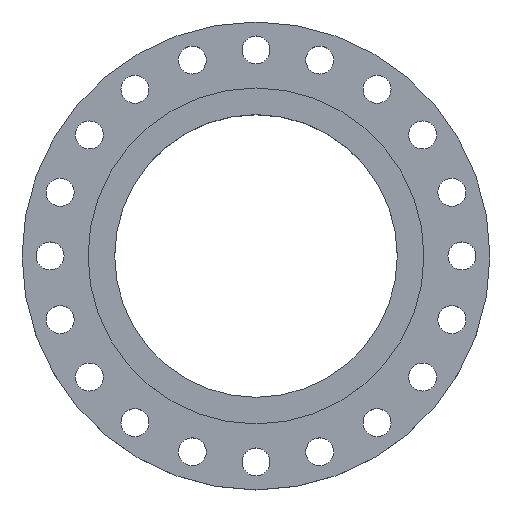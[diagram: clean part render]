
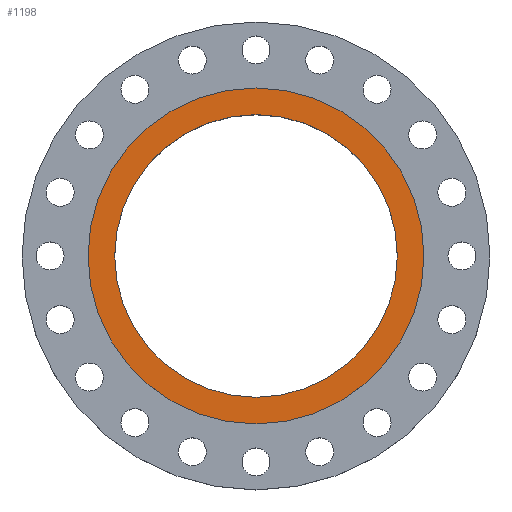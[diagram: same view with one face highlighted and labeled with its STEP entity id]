
A CAD part, top view. The second image highlights one B-rep face of the part: STEP entity #1198.
In plain terms, the highlighted planar face has unit normal (0, 0, 1).
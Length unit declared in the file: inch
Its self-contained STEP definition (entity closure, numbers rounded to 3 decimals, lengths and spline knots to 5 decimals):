
#158 = DIRECTION ( 'NONE',  ( 0., 0., 1. ) ) ;
#208 = CARTESIAN_POINT ( 'NONE',  ( 0., 8.835, 0. ) ) ;
#209 = CIRCLE ( 'NONE', #1784, 10.5 ) ;
#282 = CARTESIAN_POINT ( 'NONE',  ( 0., 0., 0. ) ) ;
#306 = DIRECTION ( 'NONE',  ( 1., 0., 0. ) ) ;
#326 = EDGE_LOOP ( 'NONE', ( #843, #1316 ) ) ;
#330 = DIRECTION ( 'NONE',  ( 1., 0., 0. ) ) ;
#365 = FACE_BOUND ( 'NONE', #432, .T. ) ;
#409 = AXIS2_PLACEMENT_3D ( 'NONE', #208, #1287, #649 ) ;
#418 = DIRECTION ( 'NONE',  ( 1., 0., 0. ) ) ;
#432 = EDGE_LOOP ( 'NONE', ( #1317, #1678 ) ) ;
#482 = CARTESIAN_POINT ( 'NONE',  ( -8.835, 0., 0. ) ) ;
#524 = EDGE_CURVE ( 'NONE', #1310, #1456, #672, .T. ) ;
#640 = CIRCLE ( 'NONE', #1707, 8.835 ) ;
#649 = DIRECTION ( 'NONE',  ( -1., 0., 0. ) ) ;
#672 = CIRCLE ( 'NONE', #1256, 10.5 ) ;
#705 = CARTESIAN_POINT ( 'NONE',  ( 10.5, 0., 0. ) ) ;
#843 = ORIENTED_EDGE ( 'NONE', *, *, #524, .T. ) ;
#887 = CARTESIAN_POINT ( 'NONE',  ( 0., 0., 0. ) ) ;
#924 = CARTESIAN_POINT ( 'NONE',  ( -10.5, 0., 0. ) ) ;
#1150 = PLANE ( 'NONE',  #409 ) ;
#1151 = EDGE_CURVE ( 'NONE', #1523, #1819, #640, .T. ) ;
#1198 = ADVANCED_FACE ( 'NONE', ( #365, #1426 ), #1150, .F. ) ;
#1256 = AXIS2_PLACEMENT_3D ( 'NONE', #887, #1856, #1690 ) ;
#1271 = CARTESIAN_POINT ( 'NONE',  ( 0., 0., 0. ) ) ;
#1287 = DIRECTION ( 'NONE',  ( 0., 0., -1. ) ) ;
#1302 = CARTESIAN_POINT ( 'NONE',  ( 8.835, 0., 0. ) ) ;
#1310 = VERTEX_POINT ( 'NONE', #705 ) ;
#1314 = EDGE_CURVE ( 'NONE', #1819, #1523, #1461, .T. ) ;
#1316 = ORIENTED_EDGE ( 'NONE', *, *, #1352, .T. ) ;
#1317 = ORIENTED_EDGE ( 'NONE', *, *, #1151, .F. ) ;
#1334 = AXIS2_PLACEMENT_3D ( 'NONE', #1502, #1346, #418 ) ;
#1346 = DIRECTION ( 'NONE',  ( 0., 0., 1. ) ) ;
#1352 = EDGE_CURVE ( 'NONE', #1456, #1310, #209, .T. ) ;
#1426 = FACE_OUTER_BOUND ( 'NONE', #326, .T. ) ;
#1456 = VERTEX_POINT ( 'NONE', #924 ) ;
#1461 = CIRCLE ( 'NONE', #1334, 8.835 ) ;
#1502 = CARTESIAN_POINT ( 'NONE',  ( 0., 0., 0. ) ) ;
#1523 = VERTEX_POINT ( 'NONE', #1302 ) ;
#1678 = ORIENTED_EDGE ( 'NONE', *, *, #1314, .F. ) ;
#1690 = DIRECTION ( 'NONE',  ( 1., 0., 0. ) ) ;
#1707 = AXIS2_PLACEMENT_3D ( 'NONE', #1271, #1884, #330 ) ;
#1784 = AXIS2_PLACEMENT_3D ( 'NONE', #282, #158, #306 ) ;
#1819 = VERTEX_POINT ( 'NONE', #482 ) ;
#1856 = DIRECTION ( 'NONE',  ( 0., 0., 1. ) ) ;
#1884 = DIRECTION ( 'NONE',  ( 0., 0., 1. ) ) ;
